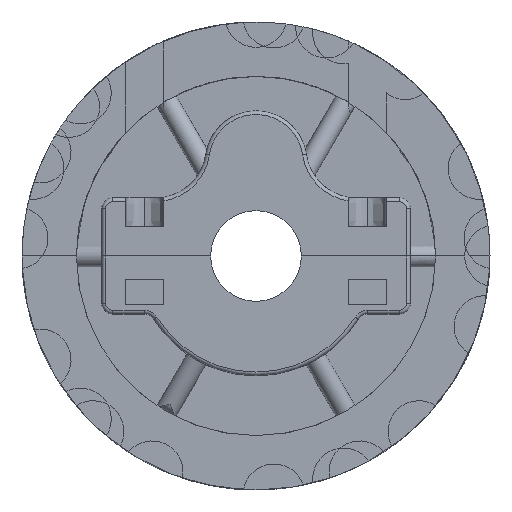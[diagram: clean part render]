
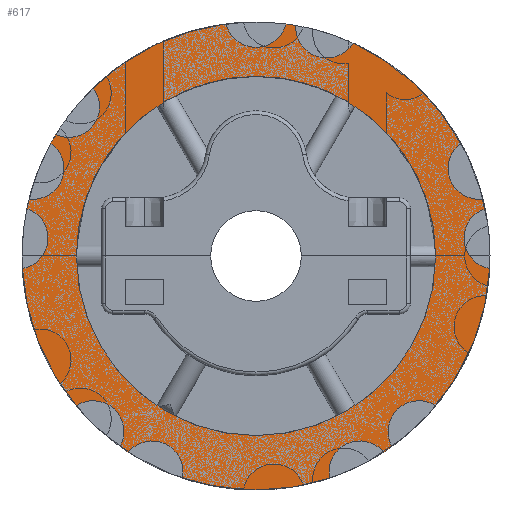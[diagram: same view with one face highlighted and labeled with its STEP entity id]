
A CAD part, left-side view. The second image highlights one B-rep face of the part: STEP entity #617.
In plain terms, the highlighted planar face has unit normal (-1, 0, 0).
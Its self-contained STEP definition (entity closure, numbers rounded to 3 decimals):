
#136=CARTESIAN_POINT('Vertex',(-26.5,-49.5,0.)) ;
#141=CARTESIAN_POINT('Axis2P3D Location',(-26.5,0.,0.)) ;
#145=CARTESIAN_POINT('Vertex',(-26.5,49.5,0.)) ;
#288=CARTESIAN_POINT('Axis2P3D Location',(-26.5,0.,0.)) ;
#430=CARTESIAN_POINT('Axis2P3D Location',(-26.5,0.,0.)) ;
#435=CARTESIAN_POINT('Axis2P3D Location',(-26.5,0.,0.)) ;
#439=CARTESIAN_POINT('Vertex',(-26.5,49.558,-41.282)) ;
#441=CARTESIAN_POINT('Vertex',(-26.5,64.408,-3.446)) ;
#444=CARTESIAN_POINT('Axis2P3D Location',(-26.5,44.903,-48.394)) ;
#448=CARTESIAN_POINT('Vertex',(-26.5,37.463,-52.505)) ;
#451=CARTESIAN_POINT('Axis2P3D Location',(-26.5,0.,0.)) ;
#455=CARTESIAN_POINT('Vertex',(-26.5,35.189,-54.056)) ;
#458=CARTESIAN_POINT('Axis2P3D Location',(-26.5,28.644,-59.479)) ;
#462=CARTESIAN_POINT('Vertex',(-26.5,20.323,-61.215)) ;
#465=CARTESIAN_POINT('Axis2P3D Location',(-26.5,0.,0.)) ;
#469=CARTESIAN_POINT('Vertex',(-26.5,-20.323,-61.215)) ;
#472=CARTESIAN_POINT('Axis2P3D Location',(-26.5,-28.644,-59.479)) ;
#476=CARTESIAN_POINT('Vertex',(-26.5,-35.189,-54.056)) ;
#479=CARTESIAN_POINT('Axis2P3D Location',(-26.5,0.,0.)) ;
#483=CARTESIAN_POINT('Vertex',(-26.5,-37.463,-52.505)) ;
#486=CARTESIAN_POINT('Axis2P3D Location',(-26.5,-44.903,-48.394)) ;
#490=CARTESIAN_POINT('Vertex',(-26.5,-49.558,-41.282)) ;
#493=CARTESIAN_POINT('Axis2P3D Location',(-26.5,0.,0.)) ;
#497=CARTESIAN_POINT('Vertex',(-26.5,-64.408,-3.446)) ;
#500=CARTESIAN_POINT('Axis2P3D Location',(-26.5,-65.832,4.933)) ;
#504=CARTESIAN_POINT('Vertex',(-26.5,-63.175,13.007)) ;
#507=CARTESIAN_POINT('Axis2P3D Location',(-26.5,0.,0.)) ;
#511=CARTESIAN_POINT('Vertex',(-26.5,-62.562,15.691)) ;
#514=CARTESIAN_POINT('Axis2P3D Location',(-26.5,-61.453,24.119)) ;
#518=CARTESIAN_POINT('Vertex',(-26.5,-56.534,31.051)) ;
#521=CARTESIAN_POINT('Axis2P3D Location',(-26.5,0.,0.)) ;
#525=CARTESIAN_POINT('Vertex',(-26.5,-26.739,58.696)) ;
#528=CARTESIAN_POINT('Axis2P3D Location',(-26.5,-19.459,63.084)) ;
#532=CARTESIAN_POINT('Vertex',(-26.5,-10.972,63.56)) ;
#535=CARTESIAN_POINT('Axis2P3D Location',(-26.5,0.,0.)) ;
#539=CARTESIAN_POINT('Vertex',(-26.5,-8.25,63.97)) ;
#542=CARTESIAN_POINT('Axis2P3D Location',(-26.5,0.,66.017)) ;
#546=CARTESIAN_POINT('Vertex',(-26.5,8.25,63.97)) ;
#549=CARTESIAN_POINT('Axis2P3D Location',(-26.5,0.,0.)) ;
#553=CARTESIAN_POINT('Vertex',(-26.5,44.87,46.335)) ;
#556=CARTESIAN_POINT('Axis2P3D Location',(-26.5,51.614,41.161)) ;
#560=CARTESIAN_POINT('Vertex',(-26.5,55.158,33.435)) ;
#563=CARTESIAN_POINT('Axis2P3D Location',(-26.5,0.,0.)) ;
#567=CARTESIAN_POINT('Vertex',(-26.5,56.534,31.051)) ;
#570=CARTESIAN_POINT('Axis2P3D Location',(-26.5,61.453,24.119)) ;
#574=CARTESIAN_POINT('Vertex',(-26.5,62.562,15.691)) ;
#577=CARTESIAN_POINT('Axis2P3D Location',(-26.5,0.,0.)) ;
#581=CARTESIAN_POINT('Vertex',(-26.5,63.175,13.007)) ;
#584=CARTESIAN_POINT('Axis2P3D Location',(-26.5,65.832,4.933)) ;
#142=DIRECTION('Axis2P3D Direction',(1.,0.,0.)) ;
#289=DIRECTION('Axis2P3D Direction',(1.,0.,0.)) ;
#431=DIRECTION('Axis2P3D Direction',(1.,0.,0.)) ;
#432=DIRECTION('Axis2P3D XDirection',(0.,1.,0.)) ;
#436=DIRECTION('Axis2P3D Direction',(1.,0.,0.)) ;
#445=DIRECTION('Axis2P3D Direction',(1.,0.,0.)) ;
#452=DIRECTION('Axis2P3D Direction',(1.,0.,0.)) ;
#459=DIRECTION('Axis2P3D Direction',(1.,0.,0.)) ;
#466=DIRECTION('Axis2P3D Direction',(1.,0.,0.)) ;
#473=DIRECTION('Axis2P3D Direction',(1.,0.,0.)) ;
#480=DIRECTION('Axis2P3D Direction',(1.,0.,0.)) ;
#487=DIRECTION('Axis2P3D Direction',(1.,0.,0.)) ;
#494=DIRECTION('Axis2P3D Direction',(1.,0.,0.)) ;
#501=DIRECTION('Axis2P3D Direction',(1.,0.,0.)) ;
#508=DIRECTION('Axis2P3D Direction',(1.,0.,0.)) ;
#515=DIRECTION('Axis2P3D Direction',(1.,0.,0.)) ;
#522=DIRECTION('Axis2P3D Direction',(1.,0.,0.)) ;
#529=DIRECTION('Axis2P3D Direction',(1.,0.,0.)) ;
#536=DIRECTION('Axis2P3D Direction',(1.,0.,0.)) ;
#543=DIRECTION('Axis2P3D Direction',(1.,0.,0.)) ;
#550=DIRECTION('Axis2P3D Direction',(1.,0.,0.)) ;
#557=DIRECTION('Axis2P3D Direction',(1.,0.,0.)) ;
#564=DIRECTION('Axis2P3D Direction',(1.,0.,0.)) ;
#571=DIRECTION('Axis2P3D Direction',(1.,0.,0.)) ;
#578=DIRECTION('Axis2P3D Direction',(1.,0.,0.)) ;
#585=DIRECTION('Axis2P3D Direction',(1.,0.,0.)) ;
#143=AXIS2_PLACEMENT_3D('Circle Axis2P3D',#141,#142,$) ;
#290=AXIS2_PLACEMENT_3D('Circle Axis2P3D',#288,#289,$) ;
#433=AXIS2_PLACEMENT_3D('Plane Axis2P3D',#430,#431,#432) ;
#437=AXIS2_PLACEMENT_3D('Circle Axis2P3D',#435,#436,$) ;
#446=AXIS2_PLACEMENT_3D('Circle Axis2P3D',#444,#445,$) ;
#453=AXIS2_PLACEMENT_3D('Circle Axis2P3D',#451,#452,$) ;
#460=AXIS2_PLACEMENT_3D('Circle Axis2P3D',#458,#459,$) ;
#467=AXIS2_PLACEMENT_3D('Circle Axis2P3D',#465,#466,$) ;
#474=AXIS2_PLACEMENT_3D('Circle Axis2P3D',#472,#473,$) ;
#481=AXIS2_PLACEMENT_3D('Circle Axis2P3D',#479,#480,$) ;
#488=AXIS2_PLACEMENT_3D('Circle Axis2P3D',#486,#487,$) ;
#495=AXIS2_PLACEMENT_3D('Circle Axis2P3D',#493,#494,$) ;
#502=AXIS2_PLACEMENT_3D('Circle Axis2P3D',#500,#501,$) ;
#509=AXIS2_PLACEMENT_3D('Circle Axis2P3D',#507,#508,$) ;
#516=AXIS2_PLACEMENT_3D('Circle Axis2P3D',#514,#515,$) ;
#523=AXIS2_PLACEMENT_3D('Circle Axis2P3D',#521,#522,$) ;
#530=AXIS2_PLACEMENT_3D('Circle Axis2P3D',#528,#529,$) ;
#537=AXIS2_PLACEMENT_3D('Circle Axis2P3D',#535,#536,$) ;
#544=AXIS2_PLACEMENT_3D('Circle Axis2P3D',#542,#543,$) ;
#551=AXIS2_PLACEMENT_3D('Circle Axis2P3D',#549,#550,$) ;
#558=AXIS2_PLACEMENT_3D('Circle Axis2P3D',#556,#557,$) ;
#565=AXIS2_PLACEMENT_3D('Circle Axis2P3D',#563,#564,$) ;
#572=AXIS2_PLACEMENT_3D('Circle Axis2P3D',#570,#571,$) ;
#579=AXIS2_PLACEMENT_3D('Circle Axis2P3D',#577,#578,$) ;
#586=AXIS2_PLACEMENT_3D('Circle Axis2P3D',#584,#585,$) ;
#590=ORIENTED_EDGE('',*,*,#443,.F.) ;
#591=ORIENTED_EDGE('',*,*,#450,.T.) ;
#592=ORIENTED_EDGE('',*,*,#457,.F.) ;
#593=ORIENTED_EDGE('',*,*,#464,.T.) ;
#594=ORIENTED_EDGE('',*,*,#471,.F.) ;
#595=ORIENTED_EDGE('',*,*,#478,.T.) ;
#596=ORIENTED_EDGE('',*,*,#485,.F.) ;
#597=ORIENTED_EDGE('',*,*,#492,.T.) ;
#598=ORIENTED_EDGE('',*,*,#499,.F.) ;
#599=ORIENTED_EDGE('',*,*,#506,.T.) ;
#600=ORIENTED_EDGE('',*,*,#513,.F.) ;
#601=ORIENTED_EDGE('',*,*,#520,.T.) ;
#602=ORIENTED_EDGE('',*,*,#527,.F.) ;
#603=ORIENTED_EDGE('',*,*,#534,.T.) ;
#604=ORIENTED_EDGE('',*,*,#541,.F.) ;
#605=ORIENTED_EDGE('',*,*,#548,.T.) ;
#606=ORIENTED_EDGE('',*,*,#555,.F.) ;
#607=ORIENTED_EDGE('',*,*,#562,.T.) ;
#608=ORIENTED_EDGE('',*,*,#569,.F.) ;
#609=ORIENTED_EDGE('',*,*,#576,.T.) ;
#610=ORIENTED_EDGE('',*,*,#583,.F.) ;
#611=ORIENTED_EDGE('',*,*,#588,.T.) ;
#614=ORIENTED_EDGE('',*,*,#292,.T.) ;
#615=ORIENTED_EDGE('',*,*,#147,.T.) ;
#616=FACE_BOUND('',#613,.T.) ;
#617=ADVANCED_FACE('PartBody',(#612,#616),#434,.F.) ;
#144=CIRCLE('generated circle',#143,49.5) ;
#291=CIRCLE('generated circle',#290,49.5) ;
#438=CIRCLE('generated circle',#437,64.5) ;
#447=CIRCLE('generated circle',#446,8.5) ;
#454=CIRCLE('generated circle',#453,64.5) ;
#461=CIRCLE('generated circle',#460,8.5) ;
#468=CIRCLE('generated circle',#467,64.5) ;
#475=CIRCLE('generated circle',#474,8.5) ;
#482=CIRCLE('generated circle',#481,64.5) ;
#489=CIRCLE('generated circle',#488,8.5) ;
#496=CIRCLE('generated circle',#495,64.5) ;
#503=CIRCLE('generated circle',#502,8.5) ;
#510=CIRCLE('generated circle',#509,64.5) ;
#517=CIRCLE('generated circle',#516,8.5) ;
#524=CIRCLE('generated circle',#523,64.5) ;
#531=CIRCLE('generated circle',#530,8.5) ;
#538=CIRCLE('generated circle',#537,64.5) ;
#545=CIRCLE('generated circle',#544,8.5) ;
#552=CIRCLE('generated circle',#551,64.5) ;
#559=CIRCLE('generated circle',#558,8.5) ;
#566=CIRCLE('generated circle',#565,64.5) ;
#573=CIRCLE('generated circle',#572,8.5) ;
#580=CIRCLE('generated circle',#579,64.5) ;
#587=CIRCLE('generated circle',#586,8.5) ;
#147=EDGE_CURVE('',#146,#137,#144,.T.) ;
#292=EDGE_CURVE('',#137,#146,#291,.T.) ;
#443=EDGE_CURVE('',#440,#442,#438,.T.) ;
#450=EDGE_CURVE('',#440,#449,#447,.T.) ;
#457=EDGE_CURVE('',#456,#449,#454,.T.) ;
#464=EDGE_CURVE('',#456,#463,#461,.T.) ;
#471=EDGE_CURVE('',#470,#463,#468,.T.) ;
#478=EDGE_CURVE('',#470,#477,#475,.T.) ;
#485=EDGE_CURVE('',#484,#477,#482,.T.) ;
#492=EDGE_CURVE('',#484,#491,#489,.T.) ;
#499=EDGE_CURVE('',#498,#491,#496,.T.) ;
#506=EDGE_CURVE('',#498,#505,#503,.T.) ;
#513=EDGE_CURVE('',#512,#505,#510,.T.) ;
#520=EDGE_CURVE('',#512,#519,#517,.T.) ;
#527=EDGE_CURVE('',#526,#519,#524,.T.) ;
#534=EDGE_CURVE('',#526,#533,#531,.T.) ;
#541=EDGE_CURVE('',#540,#533,#538,.T.) ;
#548=EDGE_CURVE('',#540,#547,#545,.T.) ;
#555=EDGE_CURVE('',#554,#547,#552,.T.) ;
#562=EDGE_CURVE('',#554,#561,#559,.T.) ;
#569=EDGE_CURVE('',#568,#561,#566,.T.) ;
#576=EDGE_CURVE('',#568,#575,#573,.T.) ;
#583=EDGE_CURVE('',#582,#575,#580,.T.) ;
#588=EDGE_CURVE('',#582,#442,#587,.T.) ;
#589=EDGE_LOOP('',(#590,#591,#592,#593,#594,#595,#596,#597,#598,#599,#600,#601,#602,#603,#604,#605,#606,#607,#608,#609,#610,#611)) ;
#613=EDGE_LOOP('',(#614,#615)) ;
#612=FACE_OUTER_BOUND('',#589,.T.) ;
#434=PLANE('',#433) ;
#137=VERTEX_POINT('',#136) ;
#146=VERTEX_POINT('',#145) ;
#440=VERTEX_POINT('',#439) ;
#442=VERTEX_POINT('',#441) ;
#449=VERTEX_POINT('',#448) ;
#456=VERTEX_POINT('',#455) ;
#463=VERTEX_POINT('',#462) ;
#470=VERTEX_POINT('',#469) ;
#477=VERTEX_POINT('',#476) ;
#484=VERTEX_POINT('',#483) ;
#491=VERTEX_POINT('',#490) ;
#498=VERTEX_POINT('',#497) ;
#505=VERTEX_POINT('',#504) ;
#512=VERTEX_POINT('',#511) ;
#519=VERTEX_POINT('',#518) ;
#526=VERTEX_POINT('',#525) ;
#533=VERTEX_POINT('',#532) ;
#540=VERTEX_POINT('',#539) ;
#547=VERTEX_POINT('',#546) ;
#554=VERTEX_POINT('',#553) ;
#561=VERTEX_POINT('',#560) ;
#568=VERTEX_POINT('',#567) ;
#575=VERTEX_POINT('',#574) ;
#582=VERTEX_POINT('',#581) ;
